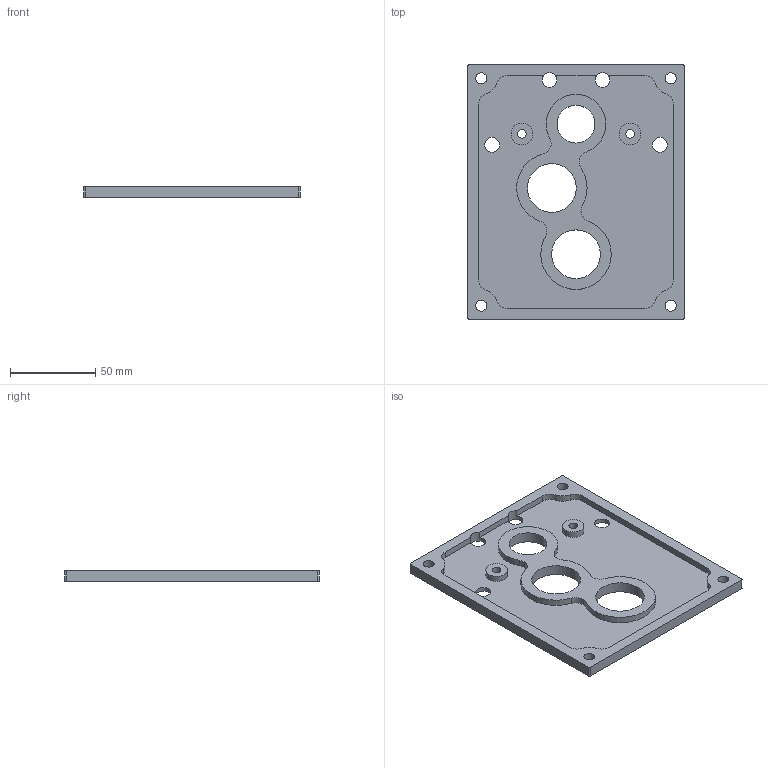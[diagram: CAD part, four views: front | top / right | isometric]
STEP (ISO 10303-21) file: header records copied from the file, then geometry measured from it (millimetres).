
FILE_DESCRIPTION (( 'STEP AP214' ), '1' );
FILE_NAME ('am-2507a Sonic Shifter Shaft Plate.STEP', '2017-01-13T15:26:12', ( '' ), ( '' ), 'SwSTEP 2.0', 'SolidWorks 2014', '' );
FILE_SCHEMA (( 'AUTOMOTIVE_DESIGN' ));
Length unit declared in the file: inch
Products named in the file (2): am-2507a Sonic Shifter Shaft Plate
Bounding box: 127 x 149.22 x 6.35 mm (x, y, z)
Volume: 65560.1 mm3; surface area: 43088.2 mm2
Topology: 1 solids, 1 shells, 77 faces, 219 edges, 146 vertices
Faces by surface type: cylinder 61, plane 16
Entity records: 2686 total; most frequent: DIRECTION 503, CARTESIAN_POINT 444, ORIENTED_EDGE 438, EDGE_CURVE 219, AXIS2_PLACEMENT_3D 205, VERTEX_POINT 146, CIRCLE 126, EDGE_LOOP 105
